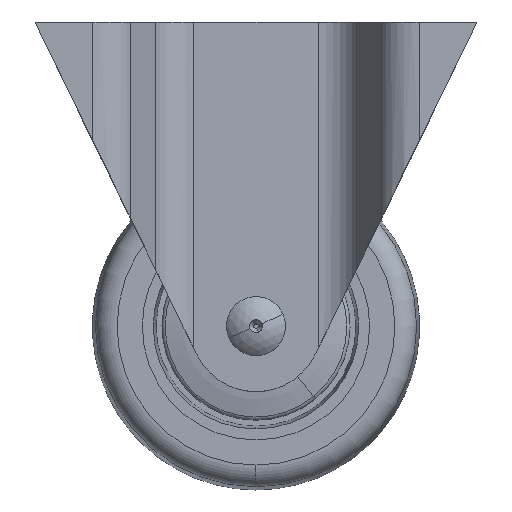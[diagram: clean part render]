
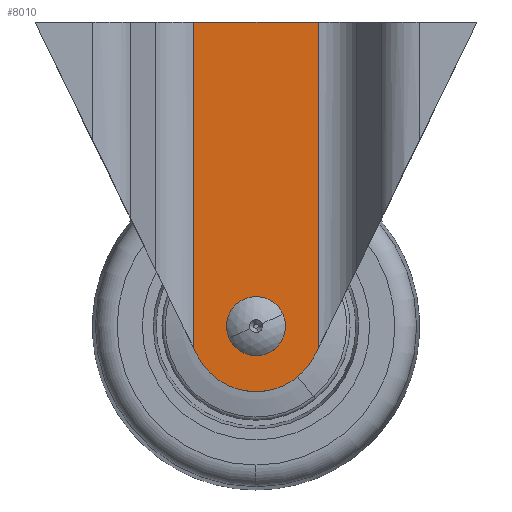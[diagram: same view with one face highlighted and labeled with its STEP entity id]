
A CAD part, top view. The second image highlights one B-rep face of the part: STEP entity #8010.
In plain terms, the highlighted planar face has unit normal (0, 0, 1).
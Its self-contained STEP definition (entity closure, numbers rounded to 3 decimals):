
#20 = DIRECTION ( 'NONE',  ( 0., 0., -1. ) ) ;
#187 = CARTESIAN_POINT ( 'NONE',  ( 14.226, 0., 23. ) ) ;
#311 = CARTESIAN_POINT ( 'NONE',  ( -14.226, -2., 23. ) ) ;
#563 = VERTEX_POINT ( 'NONE', #7386 ) ;
#942 = CARTESIAN_POINT ( 'NONE',  ( -37.321, -27.083, 23. ) ) ;
#1545 = FACE_BOUND ( 'NONE', #11891, .T. ) ;
#1612 = CIRCLE ( 'NONE', #18350, 4. ) ;
#1723 = EDGE_CURVE ( 'NONE', #9957, #18005, #9809, .T. ) ;
#2119 = LINE ( 'NONE', #942, #19045 ) ;
#2410 = CIRCLE ( 'NONE', #19177, 15. ) ;
#2736 = ORIENTED_EDGE ( 'NONE', *, *, #14960, .F. ) ;
#2924 = EDGE_CURVE ( 'NONE', #16333, #15324, #12546, .T. ) ;
#2975 = CARTESIAN_POINT ( 'NONE',  ( -4., -69.5, 23. ) ) ;
#3344 = PLANE ( 'NONE',  #10876 ) ;
#3965 = VERTEX_POINT ( 'NONE', #13069 ) ;
#4660 = EDGE_CURVE ( 'NONE', #15324, #563, #6107, .T. ) ;
#4846 = ORIENTED_EDGE ( 'NONE', *, *, #21018, .F. ) ;
#4851 = CARTESIAN_POINT ( 'NONE',  ( 14.226, -2., 23. ) ) ;
#4909 = EDGE_LOOP ( 'NONE', ( #2736, #20160, #15489, #4846, #8266, #8071 ) ) ;
#4924 = DIRECTION ( 'NONE',  ( 1., 0., 0. ) ) ;
#5602 = DIRECTION ( 'NONE',  ( -0.438, -0.899, 0. ) ) ;
#6107 = LINE ( 'NONE', #187, #16862 ) ;
#7046 = CARTESIAN_POINT ( 'NONE',  ( 0., -69.5, 23. ) ) ;
#7386 = CARTESIAN_POINT ( 'NONE',  ( -14.226, 0., 23. ) ) ;
#7967 = DIRECTION ( 'NONE',  ( 1., 0., 0. ) ) ;
#8010 = ADVANCED_FACE ( 'NONE', ( #1545, #14093 ), #3344, .F. ) ;
#8071 = ORIENTED_EDGE ( 'NONE', *, *, #4660, .T. ) ;
#8266 = ORIENTED_EDGE ( 'NONE', *, *, #2924, .T. ) ;
#9809 = CIRCLE ( 'NONE', #17631, 4. ) ;
#9957 = VERTEX_POINT ( 'NONE', #2975 ) ;
#10325 = DIRECTION ( 'NONE',  ( 1., 0., 0. ) ) ;
#10481 = CARTESIAN_POINT ( 'NONE',  ( 14.226, -2., 23. ) ) ;
#10547 = DIRECTION ( 'NONE',  ( 0., 1., 0. ) ) ;
#10730 = VECTOR ( 'NONE', #16671, 1000. ) ;
#10876 = AXIS2_PLACEMENT_3D ( 'NONE', #4851, #19681, #4924 ) ;
#11882 = ORIENTED_EDGE ( 'NONE', *, *, #20975, .T. ) ;
#11891 = EDGE_LOOP ( 'NONE', ( #11882, #20615 ) ) ;
#12339 = DIRECTION ( 'NONE',  ( 1., 0., 0. ) ) ;
#12483 = CARTESIAN_POINT ( 'NONE',  ( 0., -69.5, 23. ) ) ;
#12546 = LINE ( 'NONE', #10481, #16657 ) ;
#12594 = CARTESIAN_POINT ( 'NONE',  ( 14.226, -74.545, 23. ) ) ;
#13069 = CARTESIAN_POINT ( 'NONE',  ( -14.226, -74.545, 23. ) ) ;
#14002 = DIRECTION ( 'NONE',  ( 0., 0., -1. ) ) ;
#14062 = DIRECTION ( 'NONE',  ( 0.438, -0.899, 0. ) ) ;
#14093 = FACE_OUTER_BOUND ( 'NONE', #4909, .T. ) ;
#14146 = LINE ( 'NONE', #20424, #16475 ) ;
#14212 = VERTEX_POINT ( 'NONE', #20659 ) ;
#14960 = EDGE_CURVE ( 'NONE', #3965, #563, #15606, .T. ) ;
#15324 = VERTEX_POINT ( 'NONE', #15864 ) ;
#15489 = ORIENTED_EDGE ( 'NONE', *, *, #19577, .F. ) ;
#15606 = LINE ( 'NONE', #311, #10730 ) ;
#15864 = CARTESIAN_POINT ( 'NONE',  ( 14.226, 0., 23. ) ) ;
#16251 = CARTESIAN_POINT ( 'NONE',  ( 0., -69.5, 23. ) ) ;
#16333 = VERTEX_POINT ( 'NONE', #12594 ) ;
#16475 = VECTOR ( 'NONE', #5602, 1000. ) ;
#16657 = VECTOR ( 'NONE', #10547, 1000. ) ;
#16671 = DIRECTION ( 'NONE',  ( 0., 1., 0. ) ) ;
#16862 = VECTOR ( 'NONE', #17898, 1000. ) ;
#17623 = CARTESIAN_POINT ( 'NONE',  ( 13.488, -76.063, 23. ) ) ;
#17631 = AXIS2_PLACEMENT_3D ( 'NONE', #16251, #20, #7967 ) ;
#17898 = DIRECTION ( 'NONE',  ( -1., 0., 0. ) ) ;
#18005 = VERTEX_POINT ( 'NONE', #18734 ) ;
#18350 = AXIS2_PLACEMENT_3D ( 'NONE', #7046, #18470, #10325 ) ;
#18470 = DIRECTION ( 'NONE',  ( 0., 0., -1. ) ) ;
#18734 = CARTESIAN_POINT ( 'NONE',  ( 4., -69.5, 23. ) ) ;
#19045 = VECTOR ( 'NONE', #14062, 1000. ) ;
#19177 = AXIS2_PLACEMENT_3D ( 'NONE', #12483, #14002, #12339 ) ;
#19577 = EDGE_CURVE ( 'NONE', #20870, #14212, #2410, .T. ) ;
#19681 = DIRECTION ( 'NONE',  ( 0., 0., -1. ) ) ;
#20160 = ORIENTED_EDGE ( 'NONE', *, *, #20321, .T. ) ;
#20321 = EDGE_CURVE ( 'NONE', #3965, #14212, #2119, .T. ) ;
#20424 = CARTESIAN_POINT ( 'NONE',  ( 42.769, -15.889, 23. ) ) ;
#20615 = ORIENTED_EDGE ( 'NONE', *, *, #1723, .T. ) ;
#20659 = CARTESIAN_POINT ( 'NONE',  ( -13.488, -76.063, 23. ) ) ;
#20870 = VERTEX_POINT ( 'NONE', #17623 ) ;
#20975 = EDGE_CURVE ( 'NONE', #18005, #9957, #1612, .T. ) ;
#21018 = EDGE_CURVE ( 'NONE', #16333, #20870, #14146, .T. ) ;
